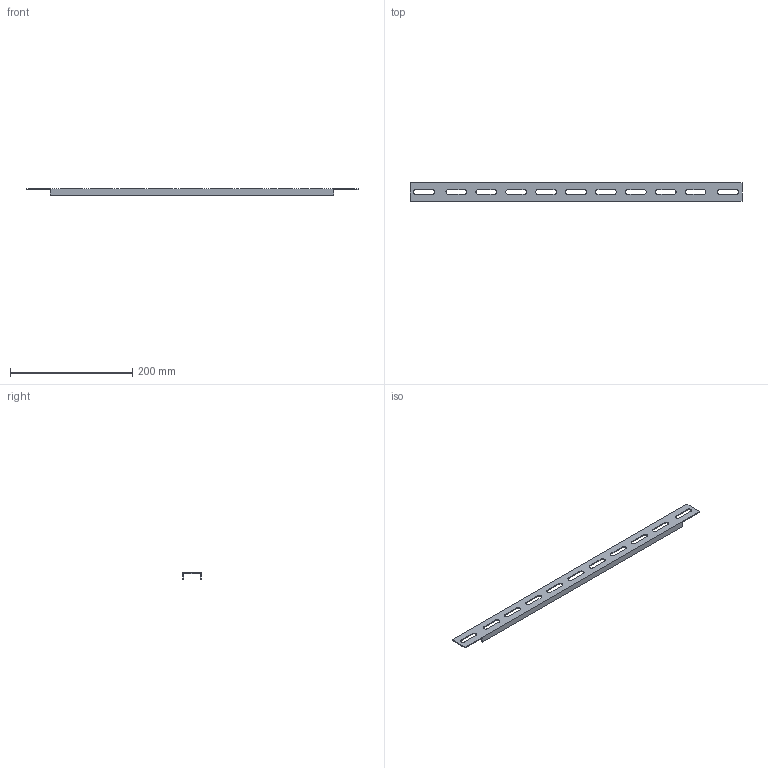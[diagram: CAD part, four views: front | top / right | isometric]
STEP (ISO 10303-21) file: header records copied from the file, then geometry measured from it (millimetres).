
FILE_DESCRIPTION (( 'STEP AP214' ), '1' );
FILE_NAME ('Planka YKM40-P-30X545.STEP', '2017-03-09T08:14:31', ( '' ), ( '' ), 'SwSTEP 2.0', 'SolidWorks 2014', '' );
FILE_SCHEMA (( 'AUTOMOTIVE_DESIGN' ));
Length unit declared in the file: millimetre
Products named in the file (1): Planka YKM40-P-30X545
Bounding box: 544 x 30 x 10 mm (x, y, z)
Volume: 32050.6 mm3; surface area: 45779.8 mm2
Topology: 1 solids, 1 shells, 69 faces, 201 edges, 134 vertices
Faces by surface type: plane 36, cylinder 33
Entity records: 2379 total; most frequent: DIRECTION 407, CARTESIAN_POINT 405, ORIENTED_EDGE 402, EDGE_CURVE 201, AXIS2_PLACEMENT_3D 136, VECTOR 135, LINE 135, VERTEX_POINT 134
